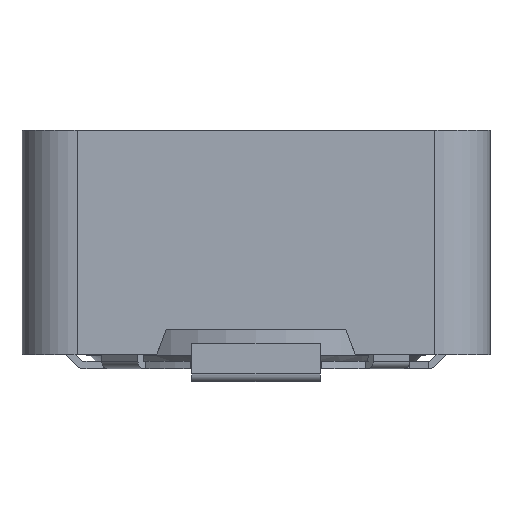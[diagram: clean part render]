
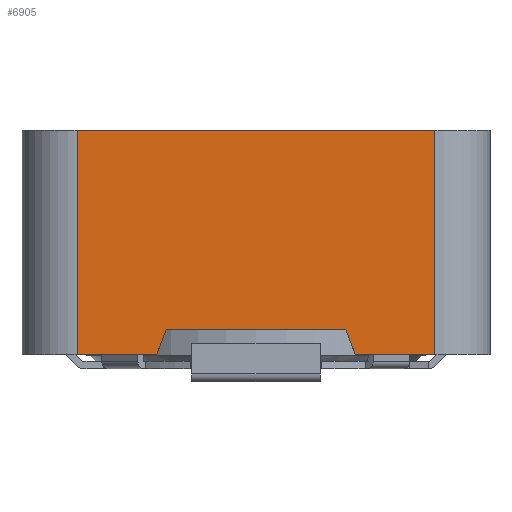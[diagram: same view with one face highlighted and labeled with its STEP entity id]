
A CAD part, left-side view. The second image highlights one B-rep face of the part: STEP entity #6905.
In plain terms, the highlighted planar face has unit normal (-1, 0, 0).
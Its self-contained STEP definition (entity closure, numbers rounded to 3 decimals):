
#169=LINE('',#8966,#711);
#255=LINE('',#9214,#797);
#257=LINE('',#9219,#799);
#310=LINE('',#9364,#852);
#311=LINE('',#9366,#853);
#312=LINE('',#9368,#854);
#313=LINE('',#9370,#855);
#314=LINE('',#9372,#856);
#711=VECTOR('',#7563,1000.);
#797=VECTOR('',#7781,1000.);
#799=VECTOR('',#7785,1000.);
#852=VECTOR('',#7952,1000.);
#853=VECTOR('',#7953,1000.);
#854=VECTOR('',#7954,1000.);
#855=VECTOR('',#7955,1000.);
#856=VECTOR('',#7956,1000.);
#1589=ORIENTED_EDGE('',*,*,#2757,.F.);
#1590=ORIENTED_EDGE('',*,*,#2883,.F.);
#1591=ORIENTED_EDGE('',*,*,#2956,.T.);
#1592=ORIENTED_EDGE('',*,*,#2957,.F.);
#1593=ORIENTED_EDGE('',*,*,#2958,.F.);
#1594=ORIENTED_EDGE('',*,*,#2959,.T.);
#1595=ORIENTED_EDGE('',*,*,#2960,.T.);
#1596=ORIENTED_EDGE('',*,*,#2881,.T.);
#2757=EDGE_CURVE('',#3507,#3508,#169,.T.);
#2881=EDGE_CURVE('',#3603,#3508,#255,.T.);
#2883=EDGE_CURVE('',#3604,#3507,#257,.T.);
#2956=EDGE_CURVE('',#3604,#3641,#310,.T.);
#2957=EDGE_CURVE('',#3642,#3641,#311,.T.);
#2958=EDGE_CURVE('',#3643,#3642,#312,.T.);
#2959=EDGE_CURVE('',#3643,#3644,#313,.T.);
#2960=EDGE_CURVE('',#3644,#3603,#314,.T.);
#3507=VERTEX_POINT('',#8965);
#3508=VERTEX_POINT('',#8967);
#3603=VERTEX_POINT('',#9213);
#3604=VERTEX_POINT('',#9217);
#3641=VERTEX_POINT('',#9365);
#3642=VERTEX_POINT('',#9367);
#3643=VERTEX_POINT('',#9369);
#3644=VERTEX_POINT('',#9371);
#4236=EDGE_LOOP('',(#1589,#1590,#1591,#1592,#1593,#1594,#1595,#1596));
#4529=FACE_BOUND('',#4236,.T.);
#4787=PLANE('',#7247);
#6905=ADVANCED_FACE('',(#4529),#4787,.F.);
#7247=AXIS2_PLACEMENT_3D('',#9363,#7950,#7951);
#7563=DIRECTION('',(0.,1.,0.));
#7781=DIRECTION('',(0.,-0.35,0.937));
#7785=DIRECTION('',(0.,0.35,0.937));
#7950=DIRECTION('',(1.,0.,0.));
#7951=DIRECTION('',(0.,0.,-1.));
#7952=DIRECTION('',(0.,-1.,0.));
#7953=DIRECTION('',(0.,0.,-1.));
#7954=DIRECTION('',(0.,-1.,0.));
#7955=DIRECTION('',(0.,0.,-1.));
#7956=DIRECTION('',(0.,-1.,0.));
#8965=CARTESIAN_POINT('',(-3.65,-1.4,0.4));
#8966=CARTESIAN_POINT('',(-3.65,-1.4,0.4));
#8967=CARTESIAN_POINT('',(-3.65,1.4,0.4));
#9213=CARTESIAN_POINT('',(-3.65,1.55,0.));
#9214=CARTESIAN_POINT('',(-3.65,1.4,0.4));
#9217=CARTESIAN_POINT('',(-3.65,-1.55,0.));
#9219=CARTESIAN_POINT('',(-3.65,0.236,4.776));
#9363=CARTESIAN_POINT('',(-3.65,3.65,3.5));
#9364=CARTESIAN_POINT('',(-3.65,3.65,0.));
#9365=CARTESIAN_POINT('',(-3.65,-2.79,0.));
#9366=CARTESIAN_POINT('',(-3.65,-2.79,3.5));
#9367=CARTESIAN_POINT('',(-3.65,-2.79,3.5));
#9368=CARTESIAN_POINT('',(-3.65,3.65,3.5));
#9369=CARTESIAN_POINT('',(-3.65,2.79,3.5));
#9370=CARTESIAN_POINT('',(-3.65,2.79,3.5));
#9371=CARTESIAN_POINT('',(-3.65,2.79,0.));
#9372=CARTESIAN_POINT('',(-3.65,3.65,0.));
